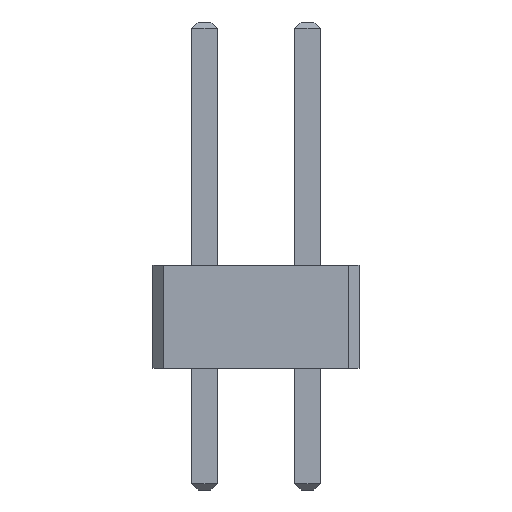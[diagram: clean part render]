
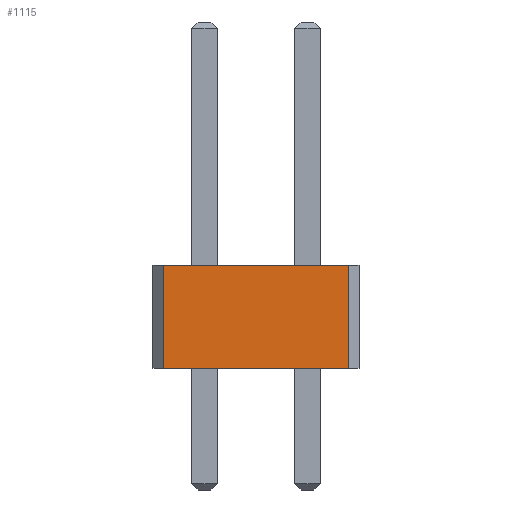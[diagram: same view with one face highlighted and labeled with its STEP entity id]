
A CAD part, front view. The second image highlights one B-rep face of the part: STEP entity #1115.
In plain terms, the highlighted planar face has unit normal (0, -1, 0).
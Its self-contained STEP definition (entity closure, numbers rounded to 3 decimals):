
#13=DIRECTION('',(0.,0.,1.));
#27=VECTOR('',#13,1.);
#67=DIRECTION('',(1.,0.,0.));
#1102=VERTEX_POINT('',#1103);
#1103=CARTESIAN_POINT('',(-1.016,-46.99,2.54));
#1106=EDGE_CURVE('',#1107,#1102,#1109,.T.);
#1107=VERTEX_POINT('',#1108);
#1108=CARTESIAN_POINT('',(-1.016,-46.99,0.));
#1109=LINE('',#1108,#27);
#1115=ADVANCED_FACE('',(#1116),#1133,.F.);
#1116=FACE_BOUND('',#1117,.F.);
#1117=EDGE_LOOP('',(#1118,#1119,#1125,#1130));
#1118=ORIENTED_EDGE('',*,*,#1106,.T.);
#1119=ORIENTED_EDGE('',*,*,#1120,.T.);
#1120=EDGE_CURVE('',#1102,#1121,#1123,.T.);
#1121=VERTEX_POINT('',#1122);
#1122=CARTESIAN_POINT('',(3.556,-46.99,2.54));
#1123=LINE('',#1103,#1124);
#1124=VECTOR('',#67,1.);
#1125=ORIENTED_EDGE('',*,*,#1126,.F.);
#1126=EDGE_CURVE('',#1127,#1121,#1129,.T.);
#1127=VERTEX_POINT('',#1128);
#1128=CARTESIAN_POINT('',(3.556,-46.99,0.));
#1129=LINE('',#1128,#27);
#1130=ORIENTED_EDGE('',*,*,#1131,.F.);
#1131=EDGE_CURVE('',#1107,#1127,#1132,.T.);
#1132=LINE('',#1108,#1124);
#1133=PLANE('',#1134);
#1134=AXIS2_PLACEMENT_3D('',#1108,#1135,#67);
#1135=DIRECTION('',(0.,1.,0.));
